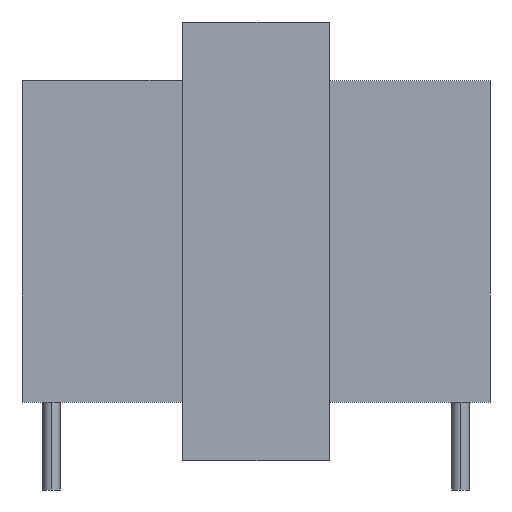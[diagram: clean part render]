
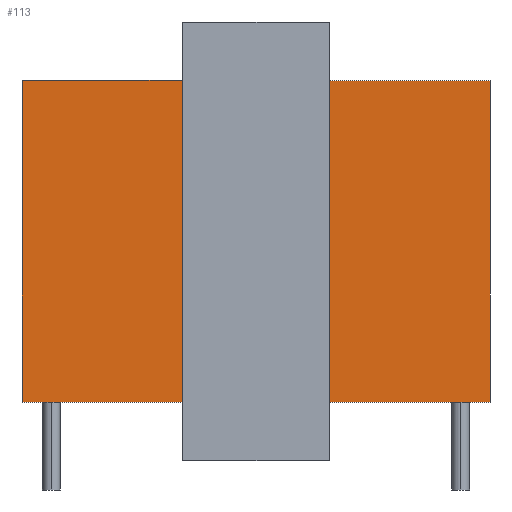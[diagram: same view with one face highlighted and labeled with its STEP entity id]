
A CAD part, left-side view. The second image highlights one B-rep face of the part: STEP entity #113.
In plain terms, the highlighted planar face has unit normal (-1, 0, 0).
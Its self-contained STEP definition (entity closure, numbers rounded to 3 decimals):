
#113 = ADVANCED_FACE ( 'NONE', ( #608 ), #733, .F. ) ;
#114 = EDGE_LOOP ( 'NONE', ( #115, #307, #308, #335 ) ) ;
#115 = ORIENTED_EDGE ( 'NONE', *, *, #116, .F. ) ;
#116 = EDGE_CURVE ( 'NONE', #334, #117, #768, .T. ) ;
#117 = VERTEX_POINT ( 'NONE', #764 ) ;
#142 = EDGE_CURVE ( 'NONE', #334, #309, #796, .T. ) ;
#307 = ORIENTED_EDGE ( 'NONE', *, *, #142, .T. ) ;
#308 = ORIENTED_EDGE ( 'NONE', *, *, #343, .T. ) ;
#309 = VERTEX_POINT ( 'NONE', #1085 ) ;
#334 = VERTEX_POINT ( 'NONE', #1148 ) ;
#335 = ORIENTED_EDGE ( 'NONE', *, *, #336, .F. ) ;
#336 = EDGE_CURVE ( 'NONE', #117, #344, #1142, .T. ) ;
#343 = EDGE_CURVE ( 'NONE', #309, #344, #1195, .T. ) ;
#344 = VERTEX_POINT ( 'NONE', #1203 ) ;
#608 = FACE_OUTER_BOUND ( 'NONE', #114, .T. ) ;
#731 = CARTESIAN_POINT ( 'NONE',  ( -7., 8., 34.26 ) ) ;
#732 = AXIS2_PLACEMENT_3D ( 'NONE', #731, #799, #798 ) ;
#733 = PLANE ( 'NONE',  #732 ) ;
#764 = CARTESIAN_POINT ( 'NONE',  ( -7., -8., 13. ) ) ;
#765 = DIRECTION ( 'NONE',  ( 0., -1., 0. ) ) ;
#766 = VECTOR ( 'NONE', #765, 1000. ) ;
#767 = CARTESIAN_POINT ( 'NONE',  ( -7., 8., 13. ) ) ;
#768 = LINE ( 'NONE', #767, #766 ) ;
#793 = DIRECTION ( 'NONE',  ( 0., 0., -1. ) ) ;
#794 = VECTOR ( 'NONE', #793, 1000. ) ;
#795 = CARTESIAN_POINT ( 'NONE',  ( -7., 8., 34.26 ) ) ;
#796 = LINE ( 'NONE', #795, #794 ) ;
#798 = DIRECTION ( 'NONE',  ( 0., 1., 0. ) ) ;
#799 = DIRECTION ( 'NONE',  ( 1., 0., 0. ) ) ;
#1085 = CARTESIAN_POINT ( 'NONE',  ( -7., 8., 2. ) ) ;
#1142 = LINE ( 'NONE', #1211, #1210 ) ;
#1148 = CARTESIAN_POINT ( 'NONE',  ( -7., 8., 13. ) ) ;
#1162 = CARTESIAN_POINT ( 'NONE',  ( -7., 8., 2. ) ) ;
#1195 = LINE ( 'NONE', #1162, #1205 ) ;
#1203 = CARTESIAN_POINT ( 'NONE',  ( -7., -8., 2. ) ) ;
#1204 = DIRECTION ( 'NONE',  ( 0., -1., 0. ) ) ;
#1205 = VECTOR ( 'NONE', #1204, 1000. ) ;
#1209 = DIRECTION ( 'NONE',  ( 0., 0., -1. ) ) ;
#1210 = VECTOR ( 'NONE', #1209, 1000. ) ;
#1211 = CARTESIAN_POINT ( 'NONE',  ( -7., -8., 34.26 ) ) ;
